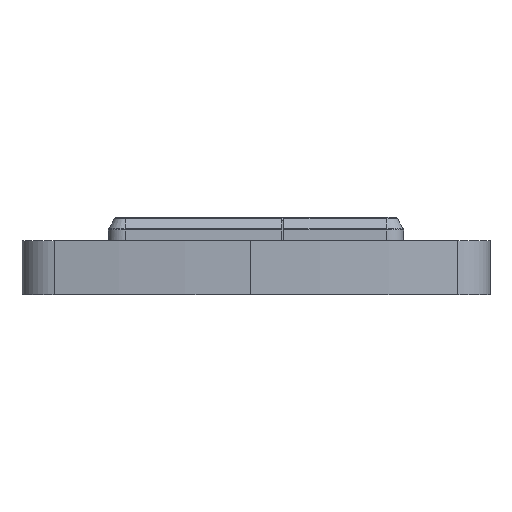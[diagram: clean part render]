
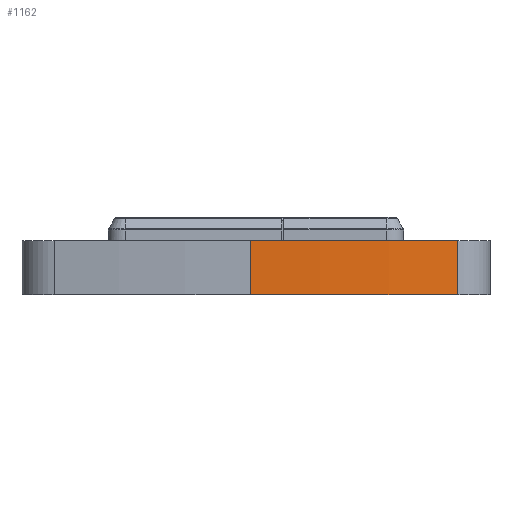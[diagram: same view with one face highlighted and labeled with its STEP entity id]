
A CAD part, left-side view. The second image highlights one B-rep face of the part: STEP entity #1162.
In plain terms, the highlighted cylindrical face has radius 182.5 mm (diameter 365 mm), a partial arc.
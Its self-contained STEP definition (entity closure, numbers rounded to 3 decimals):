
#269=CYLINDRICAL_SURFACE('',#4277,182.5);
#593=LINE('',#7011,#923);
#598=LINE('',#7029,#928);
#923=VECTOR('',#5290,1.);
#928=VECTOR('',#5305,1.);
#1162=ADVANCED_FACE('',(#1390),#269,.T.);
#1390=FACE_OUTER_BOUND('',#1636,.T.);
#1636=EDGE_LOOP('',(#2773,#2774,#2775,#2776));
#1798=CIRCLE('',#4176,182.5);
#1824=CIRCLE('',#4211,182.5);
#2773=ORIENTED_EDGE('',*,*,#3819,.T.);
#2774=ORIENTED_EDGE('',*,*,#3746,.T.);
#2775=ORIENTED_EDGE('',*,*,#3828,.F.);
#2776=ORIENTED_EDGE('',*,*,#3696,.F.);
#3226=VERTEX_POINT('',#6618);
#3227=VERTEX_POINT('',#6620);
#3274=VERTEX_POINT('',#6721);
#3275=VERTEX_POINT('',#6723);
#3696=EDGE_CURVE('',#3226,#3227,#1798,.T.);
#3746=EDGE_CURVE('',#3275,#3274,#1824,.T.);
#3819=EDGE_CURVE('',#3226,#3275,#593,.T.);
#3828=EDGE_CURVE('',#3227,#3274,#598,.T.);
#4176=AXIS2_PLACEMENT_3D('',#6619,#5034,#5035);
#4211=AXIS2_PLACEMENT_3D('',#6722,#5124,#5125);
#4277=AXIS2_PLACEMENT_3D('',#7030,#5306,#5307);
#5034=DIRECTION('',(0.,0.,1.));
#5035=DIRECTION('',(-1.,0.004,0.));
#5124=DIRECTION('',(0.,0.,1.));
#5125=DIRECTION('',(-1.,0.004,0.));
#5290=DIRECTION('',(0.,0.,-1.));
#5305=DIRECTION('',(0.,0.,-1.));
#5306=DIRECTION('',(0.,0.,1.));
#5307=DIRECTION('',(-1.,0.,0.));
#6618=CARTESIAN_POINT('',(-109.748,0.8,4.));
#6619=CARTESIAN_POINT('',(72.75,0.,4.));
#6620=CARTESIAN_POINT('',(-107.311,-29.737,4.));
#6721=CARTESIAN_POINT('',(-107.311,-29.737,-4.));
#6722=CARTESIAN_POINT('',(72.75,0.,-4.));
#6723=CARTESIAN_POINT('',(-109.748,0.8,-4.));
#7011=CARTESIAN_POINT('',(-109.748,0.8,4.));
#7029=CARTESIAN_POINT('',(-107.311,-29.737,4.));
#7030=CARTESIAN_POINT('',(72.75,0.,4.));
